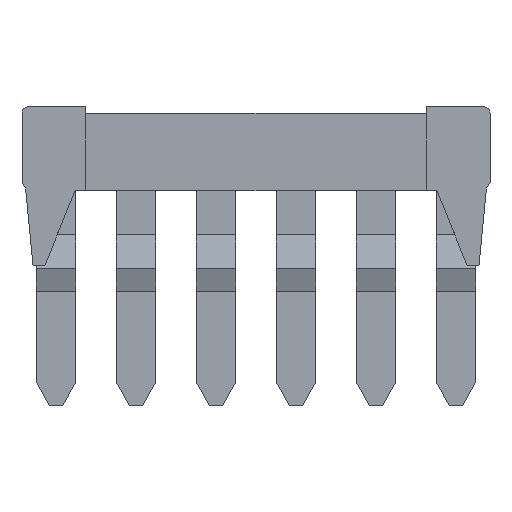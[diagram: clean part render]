
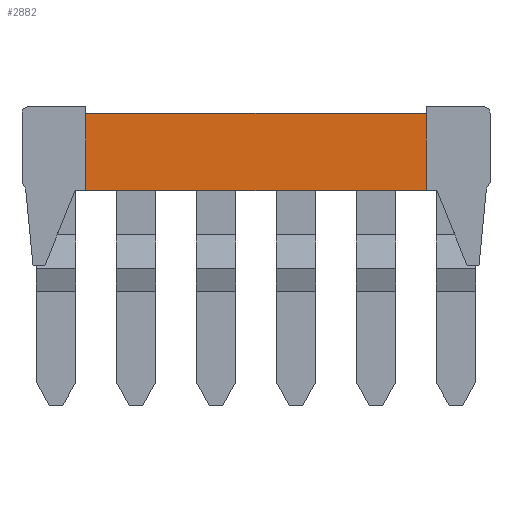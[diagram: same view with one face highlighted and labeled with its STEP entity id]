
A CAD part, top view. The second image highlights one B-rep face of the part: STEP entity #2882.
In plain terms, the highlighted planar face has unit normal (0, 0, 1).
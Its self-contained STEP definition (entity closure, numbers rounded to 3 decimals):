
#113=DIRECTION('',(0.,-1.,0.));
#114=VECTOR('',#113,5.9);
#115=CARTESIAN_POINT('',(2.25,3.65,1.4));
#116=LINE('',#115,#114);
#133=DIRECTION('',(-1.,0.,0.));
#134=VECTOR('',#133,26.);
#135=CARTESIAN_POINT('',(28.25,3.65,1.4));
#136=LINE('',#135,#134);
#249=DIRECTION('',(-1.,0.,0.));
#250=VECTOR('',#249,26.);
#251=CARTESIAN_POINT('',(28.25,-2.25,1.4));
#252=LINE('',#251,#250);
#975=DIRECTION('',(0.,-1.,0.));
#976=VECTOR('',#975,5.9);
#977=CARTESIAN_POINT('',(28.25,3.65,1.4));
#978=LINE('',#977,#976);
#1296=CARTESIAN_POINT('',(28.25,-2.25,1.4));
#1298=VERTEX_POINT('',#1296);
#1299=CARTESIAN_POINT('',(2.25,-2.25,1.4));
#1300=VERTEX_POINT('',#1299);
#1307=CARTESIAN_POINT('',(28.25,3.65,1.4));
#1308=CARTESIAN_POINT('',(2.25,3.65,1.4));
#1309=VERTEX_POINT('',#1307);
#1310=VERTEX_POINT('',#1308);
#2871=CARTESIAN_POINT('',(28.25,4.15,1.4));
#2872=DIRECTION('',(0.,0.,-1.));
#2873=DIRECTION('',(-1.,0.,0.));
#2874=AXIS2_PLACEMENT_3D('',#2871,#2872,#2873);
#2875=PLANE('',#2874);
#2876=ORIENTED_EDGE('',*,*,#1749,.T.);
#2877=ORIENTED_EDGE('',*,*,#1674,.F.);
#2878=ORIENTED_EDGE('',*,*,#1699,.F.);
#2879=ORIENTED_EDGE('',*,*,#2860,.T.);
#2880=EDGE_LOOP('',(#2876,#2877,#2878,#2879));
#2881=FACE_OUTER_BOUND('',#2880,.F.);
#2882=ADVANCED_FACE('',(#2881),#2875,.F.);
#1674=EDGE_CURVE('',#1310,#1300,#116,.T.);
#1699=EDGE_CURVE('',#1309,#1310,#136,.T.);
#1749=EDGE_CURVE('',#1298,#1300,#252,.T.);
#2860=EDGE_CURVE('',#1309,#1298,#978,.T.);
